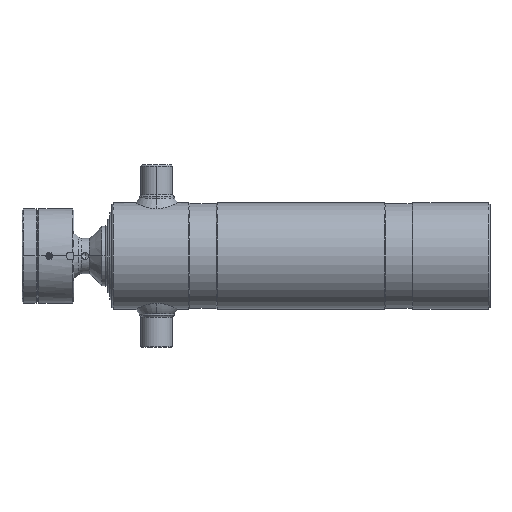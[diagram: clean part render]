
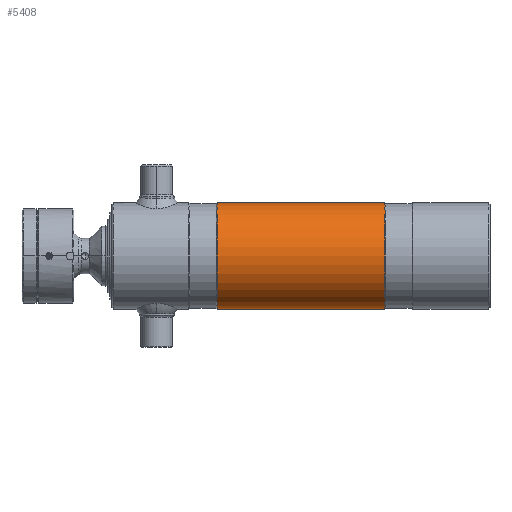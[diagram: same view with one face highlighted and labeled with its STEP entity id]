
A CAD part, left-side view. The second image highlights one B-rep face of the part: STEP entity #5408.
In plain terms, the highlighted cylindrical face has radius 75.75 mm (diameter 151.5 mm), a partial arc.
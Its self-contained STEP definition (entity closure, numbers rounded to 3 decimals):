
#18 = AXIS2_PLACEMENT_3D ( 'NONE', #15810, #2934, #17981 ) ;
#604 = CIRCLE ( 'NONE', #18, 75.75 ) ;
#606 = ORIENTED_EDGE ( 'NONE', *, *, #21133, .T. ) ;
#902 = CYLINDRICAL_SURFACE ( 'NONE', #9813, 75.75 ) ;
#1685 = AXIS2_PLACEMENT_3D ( 'NONE', #11492, #26621, #13628 ) ;
#1896 = ORIENTED_EDGE ( 'NONE', *, *, #13007, .T. ) ;
#2784 = EDGE_LOOP ( 'NONE', ( #15994, #606, #1896, #21325 ) ) ;
#2908 = CARTESIAN_POINT ( 'NONE',  ( 0., 522.61, 75.75 ) ) ;
#2934 = DIRECTION ( 'NONE',  ( 0., 1., 0. ) ) ;
#5408 = ADVANCED_FACE ( 'NONE', ( #13006 ), #902, .T. ) ;
#7104 = VECTOR ( 'NONE', #27021, 1000. ) ;
#7198 = CARTESIAN_POINT ( 'NONE',  ( 0., 150., 75.75 ) ) ;
#7457 = CARTESIAN_POINT ( 'NONE',  ( 0., 150., -75.75 ) ) ;
#9813 = AXIS2_PLACEMENT_3D ( 'NONE', #12180, #25146, #22965 ) ;
#11492 = CARTESIAN_POINT ( 'NONE',  ( 0., 150., 0. ) ) ;
#12180 = CARTESIAN_POINT ( 'NONE',  ( 0., 522.61, 0. ) ) ;
#13006 = FACE_OUTER_BOUND ( 'NONE', #2784, .T. ) ;
#13007 = EDGE_CURVE ( 'NONE', #15505, #19841, #27846, .T. ) ;
#13628 = DIRECTION ( 'NONE',  ( 0., 0., 1. ) ) ;
#15505 = VERTEX_POINT ( 'NONE', #7198 ) ;
#15810 = CARTESIAN_POINT ( 'NONE',  ( 0., 389., 0. ) ) ;
#15994 = ORIENTED_EDGE ( 'NONE', *, *, #17147, .F. ) ;
#16101 = VERTEX_POINT ( 'NONE', #7457 ) ;
#16319 = CARTESIAN_POINT ( 'NONE',  ( 0., 522.61, -75.75 ) ) ;
#16327 = VECTOR ( 'NONE', #17861, 1000. ) ;
#17147 = EDGE_CURVE ( 'NONE', #16101, #25254, #18570, .T. ) ;
#17861 = DIRECTION ( 'NONE',  ( 0., 1., 0. ) ) ;
#17981 = DIRECTION ( 'NONE',  ( 0., 0., 1. ) ) ;
#18570 = LINE ( 'NONE', #16319, #7104 ) ;
#19841 = VERTEX_POINT ( 'NONE', #19901 ) ;
#19901 = CARTESIAN_POINT ( 'NONE',  ( 0., 389., 75.75 ) ) ;
#19905 = EDGE_CURVE ( 'NONE', #25254, #19841, #604, .T. ) ;
#20886 = CARTESIAN_POINT ( 'NONE',  ( 0., 389., -75.75 ) ) ;
#21133 = EDGE_CURVE ( 'NONE', #16101, #15505, #22530, .T. ) ;
#21325 = ORIENTED_EDGE ( 'NONE', *, *, #19905, .F. ) ;
#22530 = CIRCLE ( 'NONE', #1685, 75.75 ) ;
#22965 = DIRECTION ( 'NONE',  ( 0., 0., 1. ) ) ;
#25146 = DIRECTION ( 'NONE',  ( 0., 1., 0. ) ) ;
#25254 = VERTEX_POINT ( 'NONE', #20886 ) ;
#26621 = DIRECTION ( 'NONE',  ( 0., 1., 0. ) ) ;
#27021 = DIRECTION ( 'NONE',  ( 0., 1., 0. ) ) ;
#27846 = LINE ( 'NONE', #2908, #16327 ) ;
